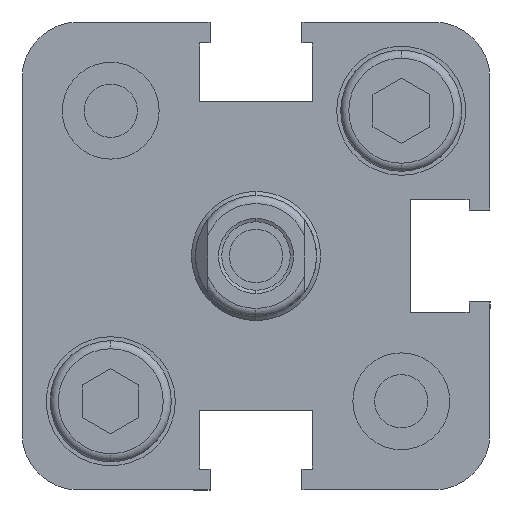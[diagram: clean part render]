
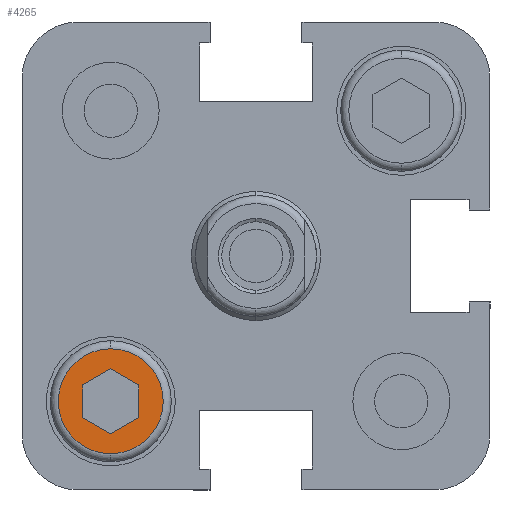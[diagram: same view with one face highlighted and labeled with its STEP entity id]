
A CAD part, left-side view. The second image highlights one B-rep face of the part: STEP entity #4265.
In plain terms, the highlighted planar face has unit normal (-1, 0, 0).
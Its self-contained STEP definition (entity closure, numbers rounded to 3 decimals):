
#21 = DIRECTION ( 'NONE',  ( -1., 0., 0. ) ) ;
#22 = DIRECTION ( 'NONE',  ( 0., 0., 1. ) ) ;
#107 = EDGE_LOOP ( 'NONE', ( #1071, #860, #949, #986, #1056, #1185 ) ) ;
#194 = EDGE_LOOP ( 'NONE', ( #1249, #1069 ) ) ;
#612 = EDGE_CURVE ( 'NONE', #1364, #1359, #3074, .T. ) ;
#614 = EDGE_CURVE ( 'NONE', #1468, #1378, #3078, .T. ) ;
#616 = EDGE_CURVE ( 'NONE', #1359, #1468, #3086, .T. ) ;
#617 = EDGE_CURVE ( 'NONE', #1476, #1358, #3088, .T. ) ;
#626 = EDGE_CURVE ( 'NONE', #1358, #1364, #3105, .T. ) ;
#627 = EDGE_CURVE ( 'NONE', #1378, #1476, #3107, .T. ) ;
#860 = ORIENTED_EDGE ( 'NONE', *, *, #614, .F. ) ;
#949 = ORIENTED_EDGE ( 'NONE', *, *, #616, .F. ) ;
#986 = ORIENTED_EDGE ( 'NONE', *, *, #612, .F. ) ;
#1056 = ORIENTED_EDGE ( 'NONE', *, *, #626, .F. ) ;
#1069 = ORIENTED_EDGE ( 'NONE', *, *, #2339, .T. ) ;
#1071 = ORIENTED_EDGE ( 'NONE', *, *, #627, .F. ) ;
#1185 = ORIENTED_EDGE ( 'NONE', *, *, #617, .F. ) ;
#1249 = ORIENTED_EDGE ( 'NONE', *, *, #2513, .T. ) ;
#1358 = VERTEX_POINT ( 'NONE', #2221 ) ;
#1359 = VERTEX_POINT ( 'NONE', #2226 ) ;
#1364 = VERTEX_POINT ( 'NONE', #2211 ) ;
#1378 = VERTEX_POINT ( 'NONE', #2143 ) ;
#1464 = VERTEX_POINT ( 'NONE', #1944 ) ;
#1468 = VERTEX_POINT ( 'NONE', #1932 ) ;
#1475 = CARTESIAN_POINT ( 'NONE',  ( 0.5, 7.25, -10.01 ) ) ;
#1476 = VERTEX_POINT ( 'NONE', #1942 ) ;
#1584 = VERTEX_POINT ( 'NONE', #2107 ) ;
#1719 = CARTESIAN_POINT ( 'NONE',  ( 0.5, 9., -9. ) ) ;
#1932 = CARTESIAN_POINT ( 'NONE',  ( 0.5, 9., -6.979 ) ) ;
#1942 = CARTESIAN_POINT ( 'NONE',  ( 0.5, 10.75, -10.01 ) ) ;
#1944 = CARTESIAN_POINT ( 'NONE',  ( 0.5, 9., -5.75 ) ) ;
#1996 = DIRECTION ( 'NONE',  ( 0., -0.866, 0.5 ) ) ;
#2035 = CARTESIAN_POINT ( 'NONE',  ( 0.5, 10.75, -7.99 ) ) ;
#2107 = CARTESIAN_POINT ( 'NONE',  ( 0.5, 9., -12.25 ) ) ;
#2124 = DIRECTION ( 'NONE',  ( 0., -0.866, -0.5 ) ) ;
#2137 = DIRECTION ( 'NONE',  ( 0., 0.866, -0.5 ) ) ;
#2141 = CARTESIAN_POINT ( 'NONE',  ( 0.5, 10.75, -10.01 ) ) ;
#2143 = CARTESIAN_POINT ( 'NONE',  ( 0.5, 10.75, -7.99 ) ) ;
#2148 = DIRECTION ( 'NONE',  ( 0., 0.866, 0.5 ) ) ;
#2157 = CARTESIAN_POINT ( 'NONE',  ( 0.5, 7.25, -7.99 ) ) ;
#2209 = DIRECTION ( 'NONE',  ( 0., 0., 1. ) ) ;
#2211 = CARTESIAN_POINT ( 'NONE',  ( 0.5, 7.25, -10.01 ) ) ;
#2213 = CARTESIAN_POINT ( 'NONE',  ( 0.5, 9., -6.979 ) ) ;
#2221 = CARTESIAN_POINT ( 'NONE',  ( 0.5, 9., -11.021 ) ) ;
#2226 = CARTESIAN_POINT ( 'NONE',  ( 0.5, 7.25, -7.99 ) ) ;
#2241 = CARTESIAN_POINT ( 'NONE',  ( 0.5, 9., -11.021 ) ) ;
#2303 = DIRECTION ( 'NONE',  ( 0., 0., -1. ) ) ;
#2339 = EDGE_CURVE ( 'NONE', #1584, #1464, #3253, .T. ) ;
#2513 = EDGE_CURVE ( 'NONE', #1464, #1584, #3538, .T. ) ;
#2723 = AXIS2_PLACEMENT_3D ( 'NONE', #1719, #21, #22 ) ;
#2785 = AXIS2_PLACEMENT_3D ( 'NONE', #4621, #4622, #4623 ) ;
#2998 = AXIS2_PLACEMENT_3D ( 'NONE', #5586, #5595, #5596 ) ;
#3074 = LINE ( 'NONE', #1475, #3079 ) ;
#3078 = LINE ( 'NONE', #2213, #3082 ) ;
#3079 = VECTOR ( 'NONE', #2209, 1000. ) ;
#3082 = VECTOR ( 'NONE', #2137, 1000. ) ;
#3086 = LINE ( 'NONE', #2157, #3087 ) ;
#3087 = VECTOR ( 'NONE', #2148, 1000. ) ;
#3088 = LINE ( 'NONE', #2141, #3089 ) ;
#3089 = VECTOR ( 'NONE', #2124, 1000. ) ;
#3105 = LINE ( 'NONE', #2241, #3106 ) ;
#3106 = VECTOR ( 'NONE', #1996, 1000. ) ;
#3107 = LINE ( 'NONE', #2035, #3108 ) ;
#3108 = VECTOR ( 'NONE', #2303, 1000. ) ;
#3253 = CIRCLE ( 'NONE', #2723, 3.25 ) ;
#3538 = CIRCLE ( 'NONE', #2785, 3.25 ) ;
#4045 = FACE_BOUND ( 'NONE', #107, .T. ) ;
#4074 = FACE_OUTER_BOUND ( 'NONE', #194, .T. ) ;
#4265 = ADVANCED_FACE ( 'NONE', ( #4074, #4045 ), #5594, .T. ) ;
#4621 = CARTESIAN_POINT ( 'NONE',  ( 0.5, 9., -9. ) ) ;
#4622 = DIRECTION ( 'NONE',  ( -1., 0., 0. ) ) ;
#4623 = DIRECTION ( 'NONE',  ( 0., 0., 1. ) ) ;
#5586 = CARTESIAN_POINT ( 'NONE',  ( 0.5, 9., -9. ) ) ;
#5594 = PLANE ( 'NONE',  #2998 ) ;
#5595 = DIRECTION ( 'NONE',  ( -1., 0., 0. ) ) ;
#5596 = DIRECTION ( 'NONE',  ( 0., 0., 1. ) ) ;
